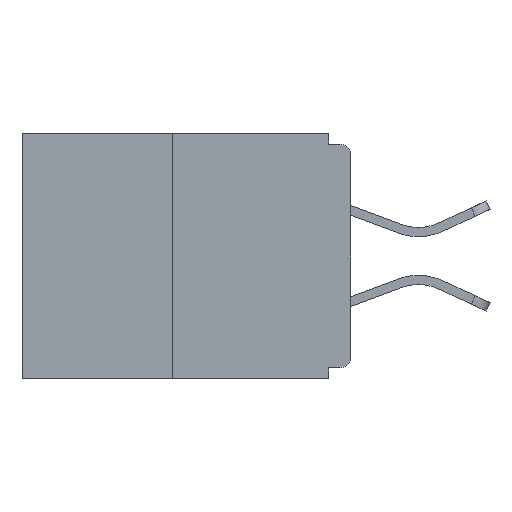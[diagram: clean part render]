
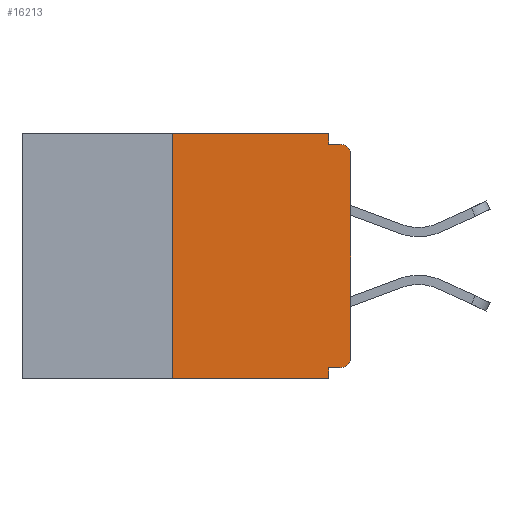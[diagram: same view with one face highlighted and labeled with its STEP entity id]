
A CAD part, left-side view. The second image highlights one B-rep face of the part: STEP entity #16213.
In plain terms, the highlighted planar face has unit normal (-1, 0, 0).
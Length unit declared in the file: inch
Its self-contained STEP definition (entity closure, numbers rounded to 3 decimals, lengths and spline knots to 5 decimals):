
#396 = CARTESIAN_POINT ( 'NONE',  ( 0., 0.031, 0. ) ) ;
#1180 = CARTESIAN_POINT ( 'NONE',  ( 0., 0.46, -0.343 ) ) ;
#1247 = DIRECTION ( 'NONE',  ( 0., -1., 0. ) ) ;
#2110 = CARTESIAN_POINT ( 'NONE',  ( 0., 0.015, -0.03 ) ) ;
#2568 = VERTEX_POINT ( 'NONE', #25827 ) ;
#2672 = DIRECTION ( 'NONE',  ( 0., 0., -1. ) ) ;
#3039 = LINE ( 'NONE', #11683, #14789 ) ;
#3100 = EDGE_CURVE ( 'NONE', #29443, #2568, #19173, .T. ) ;
#4317 = LINE ( 'NONE', #20697, #7610 ) ;
#4462 = DIRECTION ( 'NONE',  ( 0., 0., 1. ) ) ;
#5449 = VERTEX_POINT ( 'NONE', #27693 ) ;
#6136 = VERTEX_POINT ( 'NONE', #13611 ) ;
#6161 = EDGE_CURVE ( 'NONE', #25268, #11288, #11924, .T. ) ;
#6342 = CARTESIAN_POINT ( 'NONE',  ( 0., 0.46, 0. ) ) ;
#6659 = VECTOR ( 'NONE', #24551, 39.37008 ) ;
#6934 = EDGE_CURVE ( 'NONE', #6136, #5449, #3039, .T. ) ;
#6985 = CARTESIAN_POINT ( 'NONE',  ( 0., 0., -0.313 ) ) ;
#7012 = VERTEX_POINT ( 'NONE', #22345 ) ;
#7610 = VECTOR ( 'NONE', #4462, 39.37008 ) ;
#9331 = ORIENTED_EDGE ( 'NONE', *, *, #6934, .F. ) ;
#9506 = DIRECTION ( 'NONE',  ( 0., 0., 1. ) ) ;
#9950 = CARTESIAN_POINT ( 'NONE',  ( 0., 0.25, -0.343 ) ) ;
#10087 = VECTOR ( 'NONE', #13914, 39.37008 ) ;
#10251 = ORIENTED_EDGE ( 'NONE', *, *, #17239, .F. ) ;
#10297 = ORIENTED_EDGE ( 'NONE', *, *, #17595, .F. ) ;
#10610 = DIRECTION ( 'NONE',  ( 1., 0., 0. ) ) ;
#10677 = ORIENTED_EDGE ( 'NONE', *, *, #24325, .T. ) ;
#11083 = DIRECTION ( 'NONE',  ( 0., 0., -1. ) ) ;
#11288 = VERTEX_POINT ( 'NONE', #21488 ) ;
#11683 = CARTESIAN_POINT ( 'NONE',  ( 0., 0., -0.328 ) ) ;
#11924 = LINE ( 'NONE', #20867, #10087 ) ;
#12158 = ORIENTED_EDGE ( 'NONE', *, *, #26357, .F. ) ;
#13076 = CARTESIAN_POINT ( 'NONE',  ( 0., 0.46, 0. ) ) ;
#13101 = EDGE_CURVE ( 'NONE', #7012, #28215, #23698, .T. ) ;
#13611 = CARTESIAN_POINT ( 'NONE',  ( 0., 0.015, -0.328 ) ) ;
#13762 = VECTOR ( 'NONE', #9506, 39.37008 ) ;
#13914 = DIRECTION ( 'NONE',  ( 0., -1., 0. ) ) ;
#14172 = CARTESIAN_POINT ( 'NONE',  ( 0., 0.031, -0.343 ) ) ;
#14487 = CARTESIAN_POINT ( 'NONE',  ( 0., 0.031, 0. ) ) ;
#14789 = VECTOR ( 'NONE', #15996, 39.37008 ) ;
#14998 = FACE_OUTER_BOUND ( 'NONE', #24346, .T. ) ;
#15073 = ORIENTED_EDGE ( 'NONE', *, *, #6161, .F. ) ;
#15537 = DIRECTION ( 'NONE',  ( 0., 0., -1. ) ) ;
#15609 = DIRECTION ( 'NONE',  ( -1., 0., 0. ) ) ;
#15996 = DIRECTION ( 'NONE',  ( 0., 1., 0. ) ) ;
#16213 = ADVANCED_FACE ( 'NONE', ( #14998 ), #26423, .F. ) ;
#16231 = ORIENTED_EDGE ( 'NONE', *, *, #22209, .T. ) ;
#17239 = EDGE_CURVE ( 'NONE', #29443, #7012, #4317, .T. ) ;
#17595 = EDGE_CURVE ( 'NONE', #5449, #2568, #27428, .T. ) ;
#18524 = DIRECTION ( 'NONE',  ( 0., 0., -1. ) ) ;
#18582 = VECTOR ( 'NONE', #1247, 39.37008 ) ;
#18754 = EDGE_CURVE ( 'NONE', #22337, #24627, #18927, .T. ) ;
#18927 = LINE ( 'NONE', #23571, #13762 ) ;
#19173 = LINE ( 'NONE', #1180, #6659 ) ;
#19416 = ORIENTED_EDGE ( 'NONE', *, *, #18754, .T. ) ;
#20697 = CARTESIAN_POINT ( 'NONE',  ( 0., 0.25, 0. ) ) ;
#20867 = CARTESIAN_POINT ( 'NONE',  ( 0., 0., -0.015 ) ) ;
#21453 = DIRECTION ( 'NONE',  ( 0., 0., -1. ) ) ;
#21488 = CARTESIAN_POINT ( 'NONE',  ( 0., 0.015, -0.015 ) ) ;
#21710 = CARTESIAN_POINT ( 'NONE',  ( 0., 0., -0.03 ) ) ;
#22209 = EDGE_CURVE ( 'NONE', #24627, #11288, #28501, .T. ) ;
#22337 = VERTEX_POINT ( 'NONE', #6985 ) ;
#22345 = CARTESIAN_POINT ( 'NONE',  ( 0., 0.25, 0. ) ) ;
#22350 = AXIS2_PLACEMENT_3D ( 'NONE', #2110, #25754, #18524 ) ;
#23256 = AXIS2_PLACEMENT_3D ( 'NONE', #13076, #10610, #15537 ) ;
#23431 = VECTOR ( 'NONE', #21453, 39.37008 ) ;
#23571 = CARTESIAN_POINT ( 'NONE',  ( 0., 0., 0. ) ) ;
#23698 = LINE ( 'NONE', #6342, #18582 ) ;
#24325 = EDGE_CURVE ( 'NONE', #6136, #22337, #27626, .T. ) ;
#24346 = EDGE_LOOP ( 'NONE', ( #25013, #10251, #29993, #10297, #9331, #10677, #19416, #16231, #15073, #12158 ) ) ;
#24551 = DIRECTION ( 'NONE',  ( 0., -1., 0. ) ) ;
#24627 = VERTEX_POINT ( 'NONE', #21710 ) ;
#25013 = ORIENTED_EDGE ( 'NONE', *, *, #13101, .F. ) ;
#25138 = CARTESIAN_POINT ( 'NONE',  ( 0., 0.015, -0.313 ) ) ;
#25268 = VERTEX_POINT ( 'NONE', #29669 ) ;
#25646 = LINE ( 'NONE', #14487, #23431 ) ;
#25754 = DIRECTION ( 'NONE',  ( -1., 0., 0. ) ) ;
#25827 = CARTESIAN_POINT ( 'NONE',  ( 0., 0.031, -0.343 ) ) ;
#26357 = EDGE_CURVE ( 'NONE', #28215, #25268, #25646, .T. ) ;
#26423 = PLANE ( 'NONE',  #23256 ) ;
#26523 = AXIS2_PLACEMENT_3D ( 'NONE', #25138, #15609, #11083 ) ;
#27428 = LINE ( 'NONE', #14172, #29945 ) ;
#27626 = CIRCLE ( 'NONE', #26523, 0.015 ) ;
#27693 = CARTESIAN_POINT ( 'NONE',  ( 0., 0.031, -0.328 ) ) ;
#28215 = VERTEX_POINT ( 'NONE', #396 ) ;
#28501 = CIRCLE ( 'NONE', #22350, 0.015 ) ;
#29443 = VERTEX_POINT ( 'NONE', #9950 ) ;
#29669 = CARTESIAN_POINT ( 'NONE',  ( 0., 0.031, -0.015 ) ) ;
#29945 = VECTOR ( 'NONE', #2672, 39.37008 ) ;
#29993 = ORIENTED_EDGE ( 'NONE', *, *, #3100, .T. ) ;
